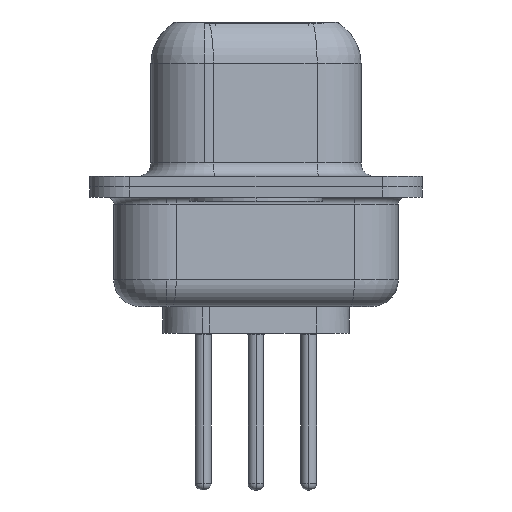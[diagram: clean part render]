
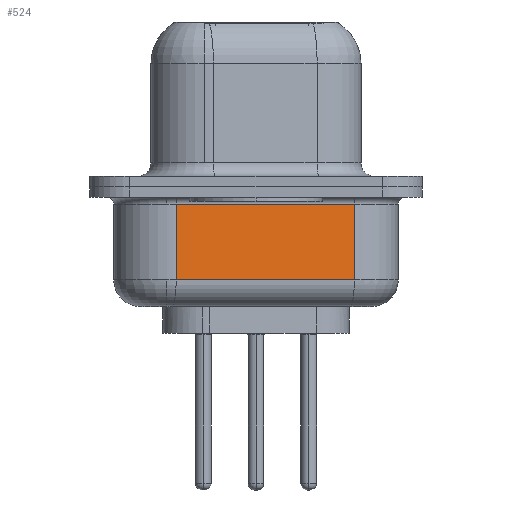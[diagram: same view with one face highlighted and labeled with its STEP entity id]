
A CAD part, left-side view. The second image highlights one B-rep face of the part: STEP entity #524.
In plain terms, the highlighted planar face has unit normal (-0.985, -0.174, 0).
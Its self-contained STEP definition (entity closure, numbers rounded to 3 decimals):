
#392 = PLANE ( 'NONE',  #10196 ) ;
#516 = EDGE_CURVE ( 'NONE', #5741, #16709, #10350, .T. ) ;
#524 = ADVANCED_FACE ( 'NONE', ( #4475 ), #392, .F. ) ;
#962 = EDGE_CURVE ( 'NONE', #5741, #8093, #9469, .T. ) ;
#3431 = LINE ( 'NONE', #5977, #8630 ) ;
#4475 = FACE_OUTER_BOUND ( 'NONE', #13970, .T. ) ;
#4575 = VECTOR ( 'NONE', #15255, 1000. ) ;
#5502 = VECTOR ( 'NONE', #9029, 1000. ) ;
#5534 = DIRECTION ( 'NONE',  ( -0.174, 0.985, 0. ) ) ;
#5741 = VERTEX_POINT ( 'NONE', #8877 ) ;
#5977 = CARTESIAN_POINT ( 'NONE',  ( 4.062, -3.697, -4.5 ) ) ;
#6094 = ORIENTED_EDGE ( 'NONE', *, *, #11287, .T. ) ;
#7198 = DIRECTION ( 'NONE',  ( 0.985, 0.174, 0. ) ) ;
#7707 = VECTOR ( 'NONE', #14908, 1000. ) ;
#8046 = CARTESIAN_POINT ( 'NONE',  ( 2.88, 3.003, -0.65 ) ) ;
#8093 = VERTEX_POINT ( 'NONE', #8046 ) ;
#8625 = DIRECTION ( 'NONE',  ( 0., 0., 1. ) ) ;
#8630 = VECTOR ( 'NONE', #8625, 1000. ) ;
#8877 = CARTESIAN_POINT ( 'NONE',  ( 2.88, 3.003, -3.5 ) ) ;
#9023 = CARTESIAN_POINT ( 'NONE',  ( 4.062, -3.697, -0.65 ) ) ;
#9029 = DIRECTION ( 'NONE',  ( 0.174, -0.985, 0. ) ) ;
#9469 = LINE ( 'NONE', #14822, #7707 ) ;
#10196 = AXIS2_PLACEMENT_3D ( 'NONE', #15028, #7198, #5534 ) ;
#10350 = LINE ( 'NONE', #15693, #5502 ) ;
#11287 = EDGE_CURVE ( 'NONE', #16709, #16450, #3431, .T. ) ;
#11318 = LINE ( 'NONE', #16568, #4575 ) ;
#13514 = ORIENTED_EDGE ( 'NONE', *, *, #516, .T. ) ;
#13944 = CARTESIAN_POINT ( 'NONE',  ( 4.062, -3.697, -3.5 ) ) ;
#13970 = EDGE_LOOP ( 'NONE', ( #16983, #13514, #6094, #16272 ) ) ;
#14822 = CARTESIAN_POINT ( 'NONE',  ( 2.88, 3.003, -4.5 ) ) ;
#14908 = DIRECTION ( 'NONE',  ( 0., 0., 1. ) ) ;
#15028 = CARTESIAN_POINT ( 'NONE',  ( 2.88, 3.003, -4.5 ) ) ;
#15255 = DIRECTION ( 'NONE',  ( -0.174, 0.985, 0. ) ) ;
#15693 = CARTESIAN_POINT ( 'NONE',  ( 2.88, 3.003, -3.5 ) ) ;
#16272 = ORIENTED_EDGE ( 'NONE', *, *, #16700, .T. ) ;
#16450 = VERTEX_POINT ( 'NONE', #9023 ) ;
#16568 = CARTESIAN_POINT ( 'NONE',  ( 2.88, 3.003, -0.65 ) ) ;
#16700 = EDGE_CURVE ( 'NONE', #16450, #8093, #11318, .T. ) ;
#16709 = VERTEX_POINT ( 'NONE', #13944 ) ;
#16983 = ORIENTED_EDGE ( 'NONE', *, *, #962, .F. ) ;
